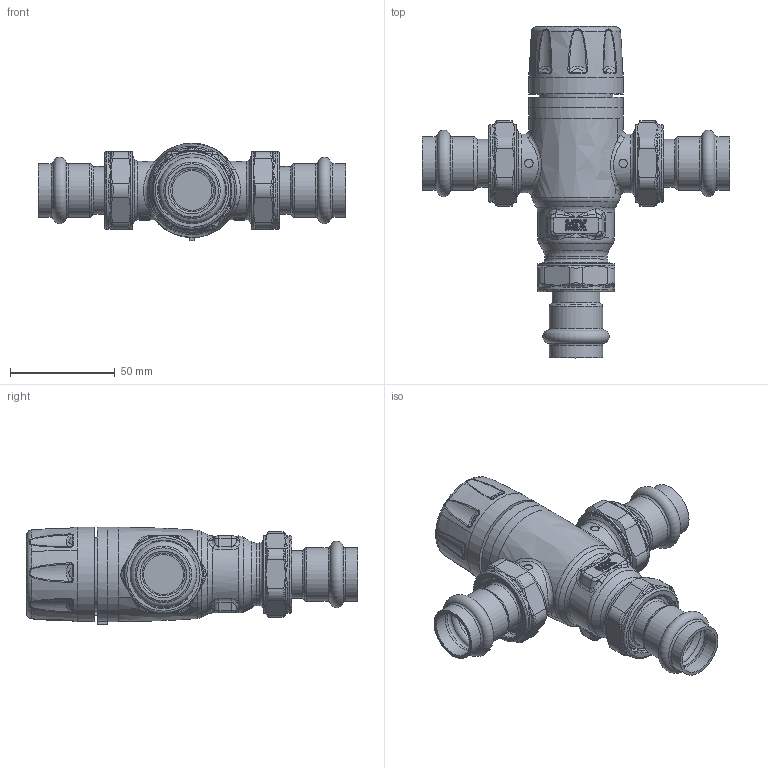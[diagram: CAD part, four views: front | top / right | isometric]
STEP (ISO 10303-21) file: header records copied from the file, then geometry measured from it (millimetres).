
FILE_DESCRIPTION(/* description */ (''),/* implementation_level */ '2;1');
FILE_NAME(/* name */ '521506A_Simplify_1.stp',/* time_stamp */ '2025-07-29T16:29:09-05:00',/* author */ ('ischreiner'),/* organization */ (''),/* preprocessor_version */ 'ST-DEVELOPER v20',/* originating_system */ 'Autodesk Inventor 2025',/* authorisation */ '');
FILE_SCHEMA (('AUTOMOTIVE_DESIGN { 1 0 10303 214 3 1 1 }'));
Length unit declared in the file: inch
Products named in the file (1): 521506A_Simplify_1
Bounding box: 146.66 x 158.38 x 46.5 mm (x, y, z)
Volume: 219565.3 mm3; surface area: 54810.4 mm2
Topology: 7 solids, 7 shells, 1552 faces, 3617 edges, 1972 vertices
Faces by surface type: bspline 619, cylinder 438, plane 214, torus 111, cone 90, sphere 80
Full cylindrical faces by diameter (mm): 2 x1, 4 x2, 8 x1, 9 x1, 19.05 x3, 22.352 x6, 22.86 x3, 25.4 x6, 27.686 x3, 28 x2, 29.515 x3, 30 x1, 30.5 x3, 31 x1, 33.1 x3, 37 x6, 45 x2
Entity records: 86680 total; most frequent: CARTESIAN_POINT 53176, ORIENTED_EDGE 6950, DIRECTION 6197, EDGE_CURVE 3475, AXIS2_PLACEMENT_3D 2639, VERTEX_POINT 1972, EDGE_LOOP 1599, STYLED_ITEM 1559
